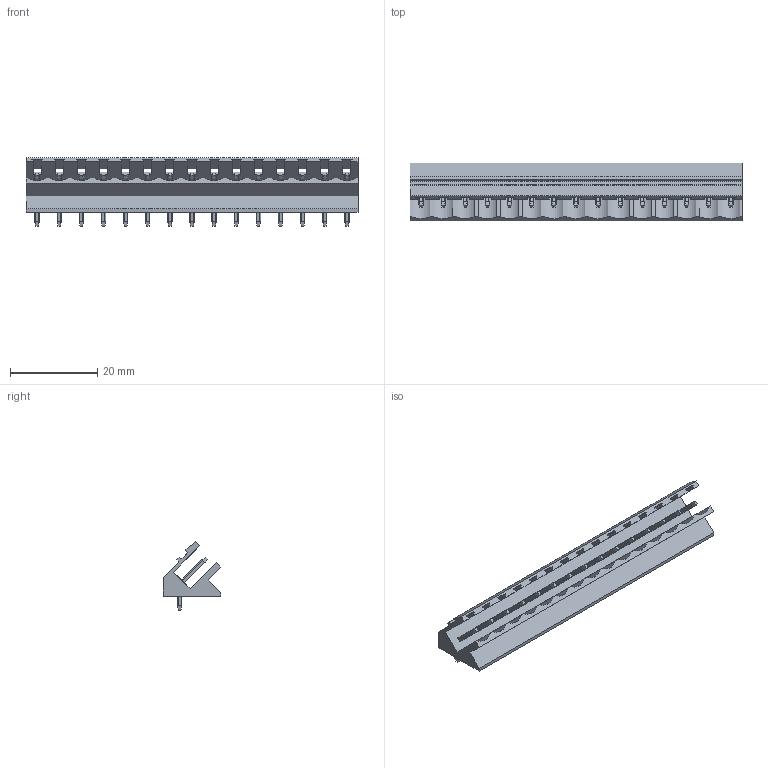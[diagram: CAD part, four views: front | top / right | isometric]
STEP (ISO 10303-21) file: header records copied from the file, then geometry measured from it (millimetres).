
FILE_DESCRIPTION(('CATIA V5 STEP Exchange','CAx-IF Rec.Pracs.--- Model Styling and Organization---1.2---2011-12-15'),'2;1');
FILE_NAME ('D1453159_0_1603190000_1603190000.stp','2018-10-10T07:46:47+00:00',('none'),('Weidmueller'),'CATIA Version 5-6 Release 2014','CATIA V5 STEP AP214','none');
FILE_SCHEMA(('AUTOMOTIVE_DESIGN { 1 0 10303 214 1 1 1 1 }'));
Length unit declared in the file: millimetre
Products named in the file (1): 1603190000
Bounding box: 76.2 x 13.3 x 15.67 mm (x, y, z)
Volume: 4653.9 mm3; surface area: 6199.8 mm2
Topology: 16 solids, 16 shells, 757 faces, 2085 edges, 1330 vertices
Faces by surface type: plane 500, cylinder 257
Entity records: 26738 total; most frequent: CARTESIAN_POINT 9198, ORIENTED_EDGE 4170, DIRECTION 2729, EDGE_CURVE 2085, VECTOR 1571, LINE 1571, VERTEX_POINT 1330, EDGE_LOOP 787
